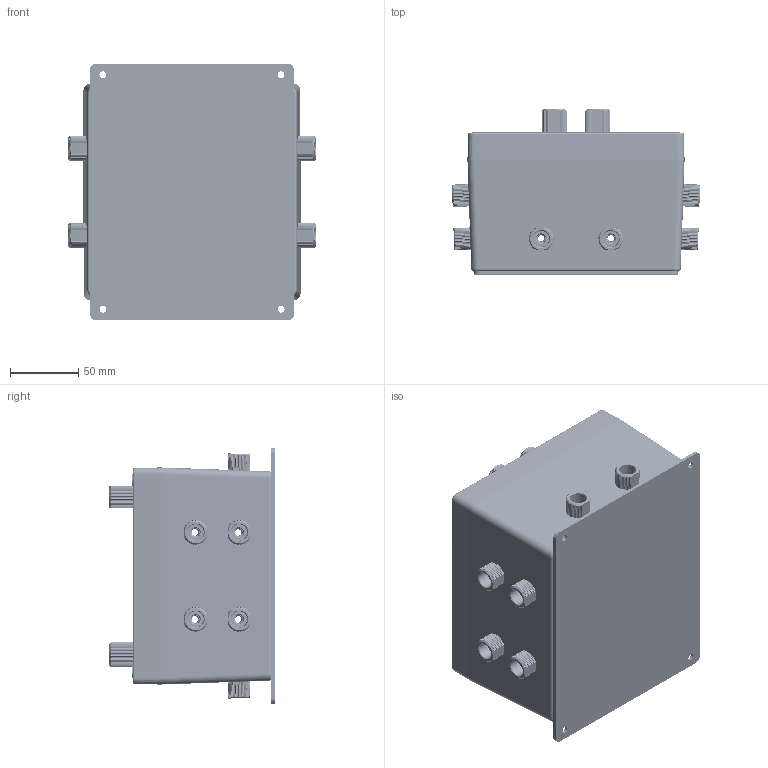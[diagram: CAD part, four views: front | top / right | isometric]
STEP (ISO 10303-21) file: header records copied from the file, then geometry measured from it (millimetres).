
FILE_DESCRIPTION(/* description */ (''),/* implementation_level */ '2;1');
FILE_NAME(/* name */ 'ElectricalHousing2.stp',/* time_stamp */ '2020-06-04T00:28:42-04:00',/* author */ ('anirudh'),/* organization */ (''),/* preprocessor_version */ 'ST-DEVELOPER v16.13',/* originating_system */ 'Autodesk Inventor 2018',/* authorisation */ '');
FILE_SCHEMA (('AUTOMOTIVE_DESIGN { 1 0 10303 214 3 1 1 }'));
Length unit declared in the file: inch
Products named in the file (5): ElectricalHousing2; AluminumHousing; PENETRATOR-M-BOLT-6MM-10-25-R2; 6mmPenetratorORing; PENETRATOR-M-BOLT-8MM-10-25-R1
Assembly tree (33 placements, depth 2):
  ElectricalHousing2
    AluminumHousing
    PENETRATOR-M-BOLT-6MM-10-25-R2  x12
    6mmPenetratorORing  x16
    PENETRATOR-M-BOLT-8MM-10-25-R1  x4
Bounding box: 181.3 x 120.59 x 187.35 mm (x, y, z)
Volume: 532762.2 mm3; surface area: 357615 mm2
Topology: 40 solids, 40 shells, 3045 faces, 8373 edges, 5489 vertices
Faces by surface type: plane 1613, cylinder 1110, cone 198, torus 64, bspline 60
Full cylindrical faces by diameter (mm): 3.175 x4, 3.3 x4, 4 x4, 4.445 x2, 4.902 x4, 5 x12, 5.791 x4, 6 x4, 6.3 x4, 6.604 x24, 7.6 x4, 8.128 x4, 8.4 x4, 9.906 x2, 10 x224, 10.82 x16, 12 x12, 14 x4, 15.12 x16
Entity records: 34913 total; most frequent: CARTESIAN_POINT 11649, DIRECTION 4840, ORIENTED_EDGE 4682, EDGE_CURVE 2341, AXIS2_PLACEMENT_3D 1774, VERTEX_POINT 1554, LINE 1292, VECTOR 1292
